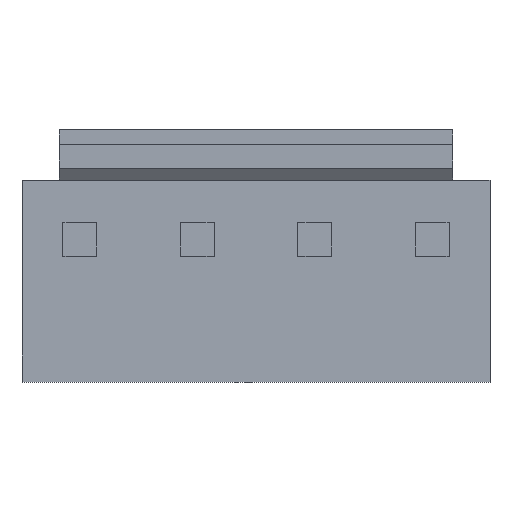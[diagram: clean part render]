
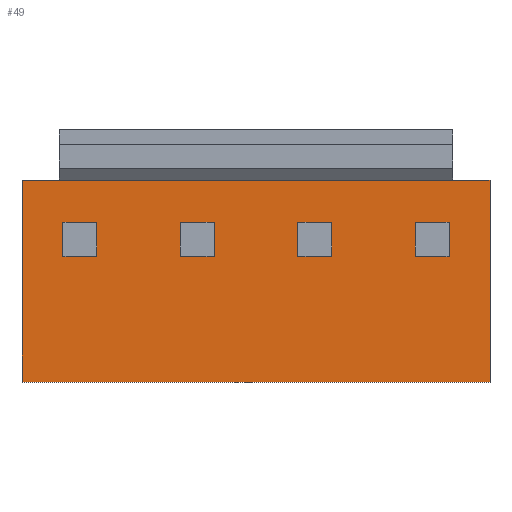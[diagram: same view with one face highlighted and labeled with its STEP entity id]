
A CAD part, top view. The second image highlights one B-rep face of the part: STEP entity #49.
In plain terms, the highlighted planar face has unit normal (0, 0, 1).
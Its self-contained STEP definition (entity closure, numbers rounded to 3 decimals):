
#49=ADVANCED_FACE('',(#113,#114,#115,#116,#117),#118,.T.);
#113=FACE_OUTER_BOUND('',#241,.T.);
#114=FACE_BOUND('',#242,.T.);
#115=FACE_BOUND('',#243,.T.);
#116=FACE_BOUND('',#244,.T.);
#117=FACE_BOUND('',#245,.T.);
#118=PLANE('',#246);
#241=EDGE_LOOP('',(#390,#391,#392,#393,#394,#395));
#242=EDGE_LOOP('',(#396,#397,#398,#399));
#243=EDGE_LOOP('',(#400,#401,#402,#403));
#244=EDGE_LOOP('',(#404,#405,#406,#407));
#245=EDGE_LOOP('',(#408,#409,#410,#411));
#246=AXIS2_PLACEMENT_3D('',#412,#413,#414);
#390=ORIENTED_EDGE('',*,*,#847,.F.);
#391=ORIENTED_EDGE('',*,*,#852,.T.);
#392=ORIENTED_EDGE('',*,*,#853,.T.);
#393=ORIENTED_EDGE('',*,*,#854,.F.);
#394=ORIENTED_EDGE('',*,*,#848,.F.);
#395=ORIENTED_EDGE('',*,*,#855,.F.);
#396=ORIENTED_EDGE('',*,*,#856,.T.);
#397=ORIENTED_EDGE('',*,*,#857,.F.);
#398=ORIENTED_EDGE('',*,*,#858,.F.);
#399=ORIENTED_EDGE('',*,*,#859,.T.);
#400=ORIENTED_EDGE('',*,*,#860,.T.);
#401=ORIENTED_EDGE('',*,*,#861,.F.);
#402=ORIENTED_EDGE('',*,*,#862,.F.);
#403=ORIENTED_EDGE('',*,*,#863,.T.);
#404=ORIENTED_EDGE('',*,*,#864,.T.);
#405=ORIENTED_EDGE('',*,*,#865,.T.);
#406=ORIENTED_EDGE('',*,*,#866,.F.);
#407=ORIENTED_EDGE('',*,*,#867,.F.);
#408=ORIENTED_EDGE('',*,*,#868,.T.);
#409=ORIENTED_EDGE('',*,*,#869,.T.);
#410=ORIENTED_EDGE('',*,*,#870,.F.);
#411=ORIENTED_EDGE('',*,*,#871,.F.);
#412=CARTESIAN_POINT('',(-7.89,2.0,0.0));
#413=DIRECTION('',(0.0,0.0,1.0));
#414=DIRECTION('',(1.0,0.0,0.0));
#847=EDGE_CURVE('',#1003,#982,#1005,.T.);
#848=EDGE_CURVE('',#1006,#1007,#1008,.T.);
#852=EDGE_CURVE('',#1003,#1014,#1015,.T.);
#853=EDGE_CURVE('',#1014,#1016,#1017,.T.);
#854=EDGE_CURVE('',#1007,#1016,#1018,.T.);
#855=EDGE_CURVE('',#982,#1006,#1019,.T.);
#856=EDGE_CURVE('',#1020,#1021,#1022,.T.);
#857=EDGE_CURVE('',#1023,#1021,#1024,.T.);
#858=EDGE_CURVE('',#1025,#1023,#1026,.T.);
#859=EDGE_CURVE('',#1025,#1020,#1027,.T.);
#860=EDGE_CURVE('',#1028,#1029,#1030,.T.);
#861=EDGE_CURVE('',#1031,#1029,#1032,.T.);
#862=EDGE_CURVE('',#1033,#1031,#1034,.T.);
#863=EDGE_CURVE('',#1033,#1028,#1035,.T.);
#864=EDGE_CURVE('',#1036,#1037,#1038,.T.);
#865=EDGE_CURVE('',#1037,#1039,#1040,.T.);
#866=EDGE_CURVE('',#1041,#1039,#1042,.T.);
#867=EDGE_CURVE('',#1036,#1041,#1043,.T.);
#868=EDGE_CURVE('',#1044,#1045,#1046,.T.);
#869=EDGE_CURVE('',#1045,#1047,#1048,.T.);
#870=EDGE_CURVE('',#1049,#1047,#1050,.T.);
#871=EDGE_CURVE('',#1044,#1049,#1051,.T.);
#982=VERTEX_POINT('',#1224);
#1003=VERTEX_POINT('',#1256);
#1005=LINE('',#1259,#1260);
#1006=VERTEX_POINT('',#1261);
#1007=VERTEX_POINT('',#1262);
#1008=LINE('',#1263,#1264);
#1014=VERTEX_POINT('',#1273);
#1015=LINE('',#1274,#1275);
#1016=VERTEX_POINT('',#1276);
#1017=LINE('',#1277,#1278);
#1018=LINE('',#1279,#1280);
#1019=LINE('',#1281,#1282);
#1020=VERTEX_POINT('',#1283);
#1021=VERTEX_POINT('',#1284);
#1022=LINE('',#1285,#1286);
#1023=VERTEX_POINT('',#1287);
#1024=LINE('',#1288,#1289);
#1025=VERTEX_POINT('',#1290);
#1026=LINE('',#1291,#1292);
#1027=LINE('',#1293,#1294);
#1028=VERTEX_POINT('',#1295);
#1029=VERTEX_POINT('',#1296);
#1030=LINE('',#1297,#1298);
#1031=VERTEX_POINT('',#1299);
#1032=LINE('',#1300,#1301);
#1033=VERTEX_POINT('',#1302);
#1034=LINE('',#1303,#1304);
#1035=LINE('',#1305,#1306);
#1036=VERTEX_POINT('',#1307);
#1037=VERTEX_POINT('',#1308);
#1038=LINE('',#1309,#1310);
#1039=VERTEX_POINT('',#1311);
#1040=LINE('',#1312,#1313);
#1041=VERTEX_POINT('',#1314);
#1042=LINE('',#1315,#1316);
#1043=LINE('',#1317,#1318);
#1044=VERTEX_POINT('',#1319);
#1045=VERTEX_POINT('',#1320);
#1046=LINE('',#1321,#1322);
#1047=VERTEX_POINT('',#1323);
#1048=LINE('',#1324,#1325);
#1049=VERTEX_POINT('',#1326);
#1050=LINE('',#1327,#1328);
#1051=LINE('',#1329,#1330);
#1224=CARTESIAN_POINT('',(-6.64,2.0,0.0));
#1256=CARTESIAN_POINT('',(-7.89,2.0,0.0));
#1259=CARTESIAN_POINT('',(-7.89,2.0,0.0));
#1260=VECTOR('',#1623,1.25);
#1261=CARTESIAN_POINT('',(6.64,2.0,0.0));
#1262=CARTESIAN_POINT('',(7.89,2.0,0.0));
#1263=CARTESIAN_POINT('',(6.64,2.0,0.0));
#1264=VECTOR('',#1624,1.25);
#1273=CARTESIAN_POINT('',(-7.89,-4.8,0.0));
#1274=CARTESIAN_POINT('',(-7.89,2.0,0.0));
#1275=VECTOR('',#1628,6.8);
#1276=CARTESIAN_POINT('',(7.89,-4.8,0.0));
#1277=CARTESIAN_POINT('',(-7.89,-4.8,0.0));
#1278=VECTOR('',#1629,15.78);
#1279=CARTESIAN_POINT('',(7.89,2.0,0.0));
#1280=VECTOR('',#1630,6.8);
#1281=CARTESIAN_POINT('',(-6.64,2.0,0.0));
#1282=VECTOR('',#1631,13.28);
#1283=CARTESIAN_POINT('',(-5.37,-0.57,0.0));
#1284=CARTESIAN_POINT('',(-6.51,-0.57,0.0));
#1285=CARTESIAN_POINT('',(-5.37,-0.57,0.0));
#1286=VECTOR('',#1632,1.14);
#1287=CARTESIAN_POINT('',(-6.51,0.57,0.0));
#1288=CARTESIAN_POINT('',(-6.51,0.57,0.0));
#1289=VECTOR('',#1633,1.14);
#1290=CARTESIAN_POINT('',(-5.37,0.57,0.0));
#1291=CARTESIAN_POINT('',(-5.37,0.57,0.0));
#1292=VECTOR('',#1634,1.14);
#1293=CARTESIAN_POINT('',(-5.37,0.57,0.0));
#1294=VECTOR('',#1635,1.14);
#1295=CARTESIAN_POINT('',(-1.41,-0.57,0.0));
#1296=CARTESIAN_POINT('',(-2.55,-0.57,0.0));
#1297=CARTESIAN_POINT('',(-1.41,-0.57,0.0));
#1298=VECTOR('',#1636,1.14);
#1299=CARTESIAN_POINT('',(-2.55,0.57,0.0));
#1300=CARTESIAN_POINT('',(-2.55,0.57,0.0));
#1301=VECTOR('',#1637,1.14);
#1302=CARTESIAN_POINT('',(-1.41,0.57,0.0));
#1303=CARTESIAN_POINT('',(-1.41,0.57,0.0));
#1304=VECTOR('',#1638,1.14);
#1305=CARTESIAN_POINT('',(-1.41,0.57,0.0));
#1306=VECTOR('',#1639,1.14);
#1307=CARTESIAN_POINT('',(2.55,-0.57,0.0));
#1308=CARTESIAN_POINT('',(1.41,-0.57,0.0));
#1309=CARTESIAN_POINT('',(2.55,-0.57,0.0));
#1310=VECTOR('',#1640,1.14);
#1311=CARTESIAN_POINT('',(1.41,0.57,0.0));
#1312=CARTESIAN_POINT('',(1.41,-0.57,0.0));
#1313=VECTOR('',#1641,1.14);
#1314=CARTESIAN_POINT('',(2.55,0.57,0.0));
#1315=CARTESIAN_POINT('',(2.55,0.57,0.0));
#1316=VECTOR('',#1642,1.14);
#1317=CARTESIAN_POINT('',(2.55,-0.57,0.0));
#1318=VECTOR('',#1643,1.14);
#1319=CARTESIAN_POINT('',(6.51,-0.57,0.0));
#1320=CARTESIAN_POINT('',(5.37,-0.57,0.0));
#1321=CARTESIAN_POINT('',(6.51,-0.57,0.0));
#1322=VECTOR('',#1644,1.14);
#1323=CARTESIAN_POINT('',(5.37,0.57,0.0));
#1324=CARTESIAN_POINT('',(5.37,-0.57,0.0));
#1325=VECTOR('',#1645,1.14);
#1326=CARTESIAN_POINT('',(6.51,0.57,0.0));
#1327=CARTESIAN_POINT('',(6.51,0.57,0.0));
#1328=VECTOR('',#1646,1.14);
#1329=CARTESIAN_POINT('',(6.51,-0.57,0.0));
#1330=VECTOR('',#1647,1.14);
#1623=DIRECTION('',(1.0,0.0,0.0));
#1624=DIRECTION('',(1.0,0.0,0.0));
#1628=DIRECTION('',(0.0,-1.0,0.0));
#1629=DIRECTION('',(1.0,0.0,0.0));
#1630=DIRECTION('',(0.0,-1.0,0.0));
#1631=DIRECTION('',(1.0,0.0,0.0));
#1632=DIRECTION('',(-1.0,0.0,0.0));
#1633=DIRECTION('',(0.0,-1.0,0.0));
#1634=DIRECTION('',(-1.0,0.0,0.0));
#1635=DIRECTION('',(0.0,-1.0,0.0));
#1636=DIRECTION('',(-1.0,0.0,0.0));
#1637=DIRECTION('',(0.0,-1.0,0.0));
#1638=DIRECTION('',(-1.0,0.0,0.0));
#1639=DIRECTION('',(0.0,-1.0,0.0));
#1640=DIRECTION('',(-1.0,0.0,0.0));
#1641=DIRECTION('',(0.0,1.0,0.0));
#1642=DIRECTION('',(-1.0,0.0,0.0));
#1643=DIRECTION('',(0.0,1.0,0.0));
#1644=DIRECTION('',(-1.0,0.0,0.0));
#1645=DIRECTION('',(0.0,1.0,0.0));
#1646=DIRECTION('',(-1.0,0.0,0.0));
#1647=DIRECTION('',(0.0,1.0,0.0));
